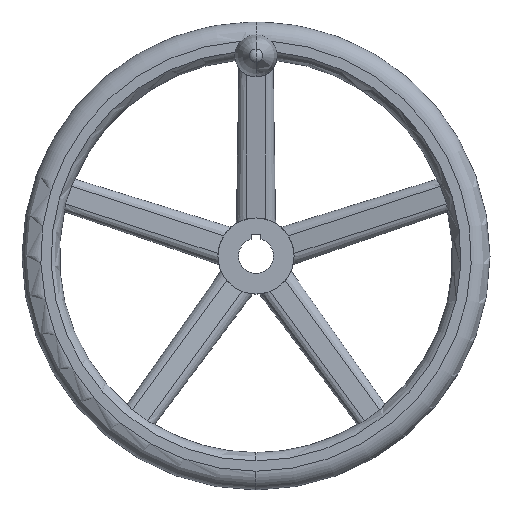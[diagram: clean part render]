
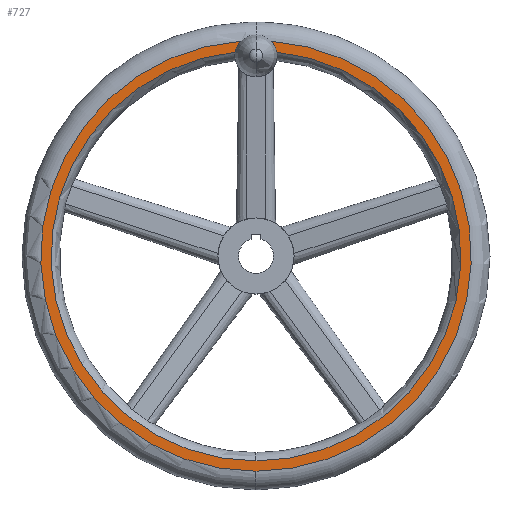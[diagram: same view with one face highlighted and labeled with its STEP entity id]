
A CAD part, top view. The second image highlights one B-rep face of the part: STEP entity #727.
In plain terms, the highlighted planar face has unit normal (0, 0, 1).
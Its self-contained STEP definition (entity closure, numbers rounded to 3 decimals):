
#463=EDGE_CURVE('',#809,#673,#1126,.T.);
#477=EDGE_CURVE('',#495,#673,#1141,.T.);
#495=VERTEX_POINT('',#1160);
#505=EDGE_CURVE('',#527,#809,#1170,.T.);
#527=VERTEX_POINT('',#1193);
#589=EDGE_CURVE('',#845,#665,#1263,.T.);
#665=VERTEX_POINT('',#1343);
#673=VERTEX_POINT('',#1352);
#681=EDGE_CURVE('',#665,#527,#1362,.T.);
#727=ADVANCED_FACE('',(#1409),#1410,.F.);
#809=VERTEX_POINT('',#1502);
#845=VERTEX_POINT('',#1543);
#893=EDGE_CURVE('',#845,#495,#1597,.T.);
#1126=CIRCLE('',#2057,18.0);
#1141=CIRCLE('',#2103,175.156);
#1160=CARTESIAN_POINT('',(0.,-175.156,60.333));
#1170=CIRCLE('',#2189,184.0);
#1193=CARTESIAN_POINT('',(0.,-184.0,60.333));
#1263=CIRCLE('',#2464,18.0);
#1343=CARTESIAN_POINT('',(-12.907,183.547,60.333));
#1352=CARTESIAN_POINT('',(17.703,174.259,60.333));
#1362=CIRCLE('',#2703,184.0);
#1409=FACE_OUTER_BOUND('',#2819,.T.);
#1410=PLANE('',#2820);
#1502=CARTESIAN_POINT('',(12.907,183.547,60.333));
#1543=CARTESIAN_POINT('',(-17.703,174.259,60.333));
#1597=CIRCLE('',#3339,175.156);
#2057=AXIS2_PLACEMENT_3D('',#3799,#3800,#3801);
#2103=AXIS2_PLACEMENT_3D('',#3818,#3819,#3820);
#2189=AXIS2_PLACEMENT_3D('',#3838,#3839,#3840);
#2464=AXIS2_PLACEMENT_3D('',#3948,#3949,#3950);
#2703=AXIS2_PLACEMENT_3D('',#4064,#4065,#4066);
#2819=EDGE_LOOP('',(#4101,#4102,#4103,#4104,#4105,#4106));
#2820=AXIS2_PLACEMENT_3D('',#4107,#4108,#4109);
#3339=AXIS2_PLACEMENT_3D('',#4317,#4318,#4319);
#3799=CARTESIAN_POINT('',(0.0,171.0,60.333));
#3800=DIRECTION('',(0.,0.,-1.0));
#3801=DIRECTION('',(-0.717,0.697,0.));
#3818=CARTESIAN_POINT('',(0.,0.,60.333));
#3819=DIRECTION('',(0.,0.,1.0));
#3820=DIRECTION('',(1.0,0.0,0.));
#3838=CARTESIAN_POINT('',(0.,0.,60.333));
#3839=DIRECTION('',(0.,0.,1.0));
#3840=DIRECTION('',(0.,1.0,0.));
#3948=CARTESIAN_POINT('',(0.0,171.0,60.333));
#3949=DIRECTION('',(0.,0.,-1.0));
#3950=DIRECTION('',(-0.717,0.697,0.));
#4064=CARTESIAN_POINT('',(0.,0.,60.333));
#4065=DIRECTION('',(0.,0.,1.0));
#4066=DIRECTION('',(0.,1.0,0.));
#4101=ORIENTED_EDGE('',*,*,#463,.T.);
#4102=ORIENTED_EDGE('',*,*,#477,.F.);
#4103=ORIENTED_EDGE('',*,*,#893,.F.);
#4104=ORIENTED_EDGE('',*,*,#589,.T.);
#4105=ORIENTED_EDGE('',*,*,#681,.T.);
#4106=ORIENTED_EDGE('',*,*,#505,.T.);
#4107=CARTESIAN_POINT('',(0.,176.0,60.333));
#4108=DIRECTION('',(0.,0.,-1.0));
#4109=DIRECTION('',(0.,-1.0,0.0));
#4317=CARTESIAN_POINT('',(0.,0.,60.333));
#4318=DIRECTION('',(0.,0.,1.0));
#4319=DIRECTION('',(1.0,0.0,0.));
